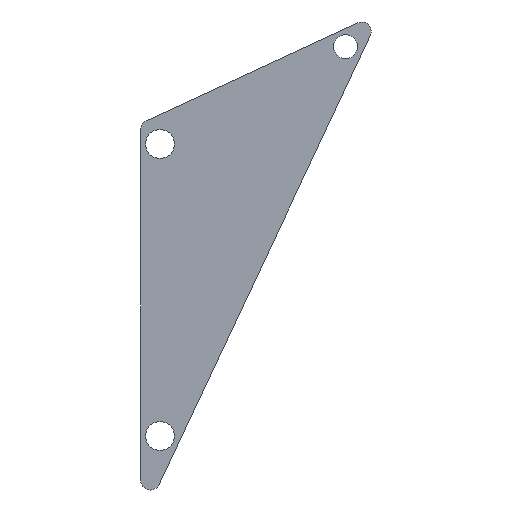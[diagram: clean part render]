
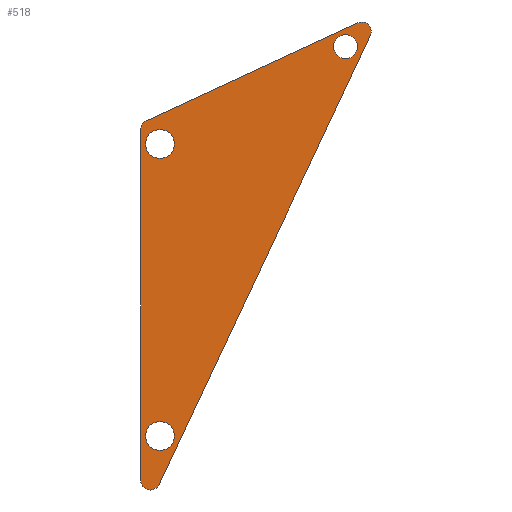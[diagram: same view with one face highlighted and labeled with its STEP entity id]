
A CAD part, front view. The second image highlights one B-rep face of the part: STEP entity #518.
In plain terms, the highlighted planar face has unit normal (0, -1, 0).
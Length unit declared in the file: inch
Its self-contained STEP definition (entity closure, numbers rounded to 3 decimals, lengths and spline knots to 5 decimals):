
#3 = DIRECTION ( 'NONE',  ( 0., -1., 0. ) ) ;
#5 = CARTESIAN_POINT ( 'NONE',  ( 0.2, 0., -3.24202 ) ) ;
#11 = CARTESIAN_POINT ( 'NONE',  ( 0.2, 0., -0.21242 ) ) ;
#14 = EDGE_CURVE ( 'NONE', #71, #403, #119, .T. ) ;
#33 = VERTEX_POINT ( 'NONE', #130 ) ;
#34 = CARTESIAN_POINT ( 'NONE',  ( 0.2, 0., -3.39202 ) ) ;
#41 = VERTEX_POINT ( 'NONE', #381 ) ;
#42 = LINE ( 'NONE', #332, #408 ) ;
#52 = CARTESIAN_POINT ( 'NONE',  ( 2.29217, 0., 0.95332 ) ) ;
#53 = AXIS2_PLACEMENT_3D ( 'NONE', #52, #470, #146 ) ;
#55 = CARTESIAN_POINT ( 'NONE',  ( 0., 0., 0. ) ) ;
#56 = ORIENTED_EDGE ( 'NONE', *, *, #503, .F. ) ;
#57 = DIRECTION ( 'NONE',  ( 0., -1., 0. ) ) ;
#66 = EDGE_CURVE ( 'NONE', #373, #290, #86, .T. ) ;
#71 = VERTEX_POINT ( 'NONE', #420 ) ;
#73 = CARTESIAN_POINT ( 'NONE',  ( 2.25008, 0., 1.04404 ) ) ;
#79 = DIRECTION ( 'NONE',  ( 0., -1., 0. ) ) ;
#86 = CIRCLE ( 'NONE', #154, 0.1 ) ;
#93 = AXIS2_PLACEMENT_3D ( 'NONE', #480, #160, #445 ) ;
#94 = ORIENTED_EDGE ( 'NONE', *, *, #471, .T. ) ;
#101 = FACE_BOUND ( 'NONE', #493, .T. ) ;
#104 = DIRECTION ( 'NONE',  ( 0., 0., -1. ) ) ;
#119 = CIRCLE ( 'NONE', #402, 0.15 ) ;
#122 = CARTESIAN_POINT ( 'NONE',  ( 0.19047, 0., -3.74543 ) ) ;
#126 = ORIENTED_EDGE ( 'NONE', *, *, #156, .F. ) ;
#130 = CARTESIAN_POINT ( 'NONE',  ( 2.12424, 0., 0.6727 ) ) ;
#134 = VECTOR ( 'NONE', #450, 39.37008 ) ;
#136 = AXIS2_PLACEMENT_3D ( 'NONE', #340, #3, #510 ) ;
#140 = DIRECTION ( 'NONE',  ( 0., 0., -1. ) ) ;
#141 = FACE_BOUND ( 'NONE', #405, .T. ) ;
#143 = FACE_OUTER_BOUND ( 'NONE', #150, .T. ) ;
#146 = DIRECTION ( 'NONE',  ( 0., 0., -1. ) ) ;
#147 = VERTEX_POINT ( 'NONE', #34 ) ;
#150 = EDGE_LOOP ( 'NONE', ( #310, #282, #56, #279, #294, #126, #94 ) ) ;
#154 = AXIS2_PLACEMENT_3D ( 'NONE', #460, #263, #229 ) ;
#156 = EDGE_CURVE ( 'NONE', #41, #290, #324, .T. ) ;
#160 = DIRECTION ( 'NONE',  ( 0., -1., 0. ) ) ;
#162 = CARTESIAN_POINT ( 'NONE',  ( 2.12424, 0., 0.7977 ) ) ;
#164 = CARTESIAN_POINT ( 'NONE',  ( 2.12424, 0., 0.9227 ) ) ;
#166 = EDGE_CURVE ( 'NONE', #33, #354, #251, .T. ) ;
#169 = DIRECTION ( 'NONE',  ( 0., 0., -1. ) ) ;
#177 = LINE ( 'NONE', #55, #335 ) ;
#186 = AXIS2_PLACEMENT_3D ( 'NONE', #306, #271, #520 ) ;
#194 = VERTEX_POINT ( 'NONE', #404 ) ;
#196 = AXIS2_PLACEMENT_3D ( 'NONE', #526, #57, #235 ) ;
#208 = ORIENTED_EDGE ( 'NONE', *, *, #14, .F. ) ;
#209 = CIRCLE ( 'NONE', #93, 0.125 ) ;
#215 = DIRECTION ( 'NONE',  ( 0., -1., 0. ) ) ;
#218 = AXIS2_PLACEMENT_3D ( 'NONE', #311, #473, #104 ) ;
#225 = DIRECTION ( 'NONE',  ( 0., -1., 0. ) ) ;
#229 = DIRECTION ( 'NONE',  ( 0., 0., -1. ) ) ;
#234 = EDGE_CURVE ( 'NONE', #354, #33, #209, .T. ) ;
#235 = DIRECTION ( 'NONE',  ( 0., 0., -1. ) ) ;
#246 = CARTESIAN_POINT ( 'NONE',  ( 0., 0., -4.15 ) ) ;
#251 = CIRCLE ( 'NONE', #315, 0.125 ) ;
#253 = CIRCLE ( 'NONE', #53, 0.1 ) ;
#255 = VERTEX_POINT ( 'NONE', #259 ) ;
#258 = EDGE_CURVE ( 'NONE', #147, #194, #523, .T. ) ;
#259 = CARTESIAN_POINT ( 'NONE',  ( 0.05791, 0., 0.02687 ) ) ;
#261 = AXIS2_PLACEMENT_3D ( 'NONE', #517, #313, #140 ) ;
#262 = CARTESIAN_POINT ( 'NONE',  ( 0.1, 0., -3.80284 ) ) ;
#263 = DIRECTION ( 'NONE',  ( 0., -1., 0. ) ) ;
#271 = DIRECTION ( 'NONE',  ( 0., -1., 0. ) ) ;
#274 = ORIENTED_EDGE ( 'NONE', *, *, #258, .F. ) ;
#279 = ORIENTED_EDGE ( 'NONE', *, *, #338, .T. ) ;
#280 = DIRECTION ( 'NONE',  ( 0., 0., -1. ) ) ;
#282 = ORIENTED_EDGE ( 'NONE', *, *, #407, .T. ) ;
#290 = VERTEX_POINT ( 'NONE', #122 ) ;
#292 = VERTEX_POINT ( 'NONE', #342 ) ;
#294 = ORIENTED_EDGE ( 'NONE', *, *, #66, .T. ) ;
#301 = CARTESIAN_POINT ( 'NONE',  ( 0., 0., -0.06384 ) ) ;
#306 = CARTESIAN_POINT ( 'NONE',  ( 0.2, 0., -0.21242 ) ) ;
#310 = ORIENTED_EDGE ( 'NONE', *, *, #374, .F. ) ;
#311 = CARTESIAN_POINT ( 'NONE',  ( 0., 0., 0. ) ) ;
#313 = DIRECTION ( 'NONE',  ( 0., -1., 0. ) ) ;
#315 = AXIS2_PLACEMENT_3D ( 'NONE', #162, #79, #280 ) ;
#323 = ORIENTED_EDGE ( 'NONE', *, *, #166, .F. ) ;
#324 = LINE ( 'NONE', #246, #134 ) ;
#332 = CARTESIAN_POINT ( 'NONE',  ( 2.5, 0., 1.16 ) ) ;
#335 = VECTOR ( 'NONE', #514, 39.37008 ) ;
#338 = EDGE_CURVE ( 'NONE', #292, #373, #424, .T. ) ;
#340 = CARTESIAN_POINT ( 'NONE',  ( 0.1, 0., -3.70284 ) ) ;
#342 = CARTESIAN_POINT ( 'NONE',  ( 0., 0., -3.70284 ) ) ;
#347 = FACE_BOUND ( 'NONE', #482, .T. ) ;
#350 = CIRCLE ( 'NONE', #261, 0.15 ) ;
#354 = VERTEX_POINT ( 'NONE', #164 ) ;
#362 = VERTEX_POINT ( 'NONE', #301 ) ;
#373 = VERTEX_POINT ( 'NONE', #262 ) ;
#374 = EDGE_CURVE ( 'NONE', #255, #530, #42, .T. ) ;
#381 = CARTESIAN_POINT ( 'NONE',  ( 2.38264, 0., 0.91073 ) ) ;
#383 = CIRCLE ( 'NONE', #196, 0.1 ) ;
#402 = AXIS2_PLACEMENT_3D ( 'NONE', #11, #225, #508 ) ;
#403 = VERTEX_POINT ( 'NONE', #428 ) ;
#404 = CARTESIAN_POINT ( 'NONE',  ( 0.2, 0., -3.09202 ) ) ;
#405 = EDGE_LOOP ( 'NONE', ( #208, #469 ) ) ;
#407 = EDGE_CURVE ( 'NONE', #255, #362, #383, .T. ) ;
#408 = VECTOR ( 'NONE', #458, 39.37008 ) ;
#412 = EDGE_CURVE ( 'NONE', #403, #71, #478, .T. ) ;
#420 = CARTESIAN_POINT ( 'NONE',  ( 0.2, 0., -0.36242 ) ) ;
#424 = CIRCLE ( 'NONE', #136, 0.1 ) ;
#428 = CARTESIAN_POINT ( 'NONE',  ( 0.2, 0., -0.06242 ) ) ;
#429 = ORIENTED_EDGE ( 'NONE', *, *, #234, .F. ) ;
#445 = DIRECTION ( 'NONE',  ( 0., 0., -1. ) ) ;
#450 = DIRECTION ( 'NONE',  ( -0.426, 0., -0.905 ) ) ;
#458 = DIRECTION ( 'NONE',  ( 0.907, 0., 0.421 ) ) ;
#460 = CARTESIAN_POINT ( 'NONE',  ( 0.1, 0., -3.70284 ) ) ;
#469 = ORIENTED_EDGE ( 'NONE', *, *, #412, .F. ) ;
#470 = DIRECTION ( 'NONE',  ( 0., -1., 0. ) ) ;
#471 = EDGE_CURVE ( 'NONE', #41, #530, #253, .T. ) ;
#473 = DIRECTION ( 'NONE',  ( 0., -1., 0. ) ) ;
#478 = CIRCLE ( 'NONE', #186, 0.15 ) ;
#480 = CARTESIAN_POINT ( 'NONE',  ( 2.12424, 0., 0.7977 ) ) ;
#482 = EDGE_LOOP ( 'NONE', ( #274, #485 ) ) ;
#485 = ORIENTED_EDGE ( 'NONE', *, *, #509, .F. ) ;
#493 = EDGE_LOOP ( 'NONE', ( #323, #429 ) ) ;
#502 = AXIS2_PLACEMENT_3D ( 'NONE', #5, #215, #169 ) ;
#503 = EDGE_CURVE ( 'NONE', #292, #362, #177, .T. ) ;
#508 = DIRECTION ( 'NONE',  ( 0., 0., -1. ) ) ;
#509 = EDGE_CURVE ( 'NONE', #194, #147, #350, .T. ) ;
#510 = DIRECTION ( 'NONE',  ( 0., 0., -1. ) ) ;
#514 = DIRECTION ( 'NONE',  ( 0., 0., 1. ) ) ;
#517 = CARTESIAN_POINT ( 'NONE',  ( 0.2, 0., -3.24202 ) ) ;
#518 = ADVANCED_FACE ( 'NONE', ( #347, #141, #101, #143 ), #525, .T. ) ;
#520 = DIRECTION ( 'NONE',  ( 0., 0., -1. ) ) ;
#523 = CIRCLE ( 'NONE', #502, 0.15 ) ;
#525 = PLANE ( 'NONE',  #218 ) ;
#526 = CARTESIAN_POINT ( 'NONE',  ( 0.1, 0., -0.06384 ) ) ;
#530 = VERTEX_POINT ( 'NONE', #73 ) ;
